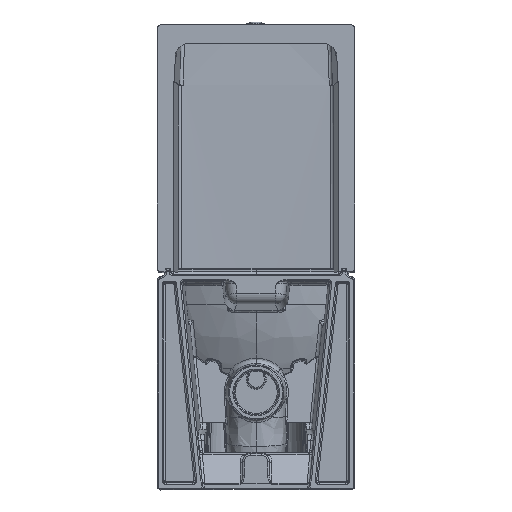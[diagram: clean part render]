
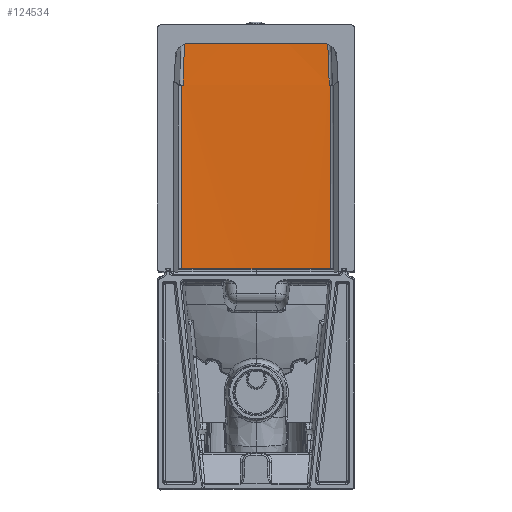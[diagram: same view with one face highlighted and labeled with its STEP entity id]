
A CAD part, left-side view. The second image highlights one B-rep face of the part: STEP entity #124534.
In plain terms, the highlighted cylindrical face has radius 3933.74 mm (diameter 7867.49 mm), a partial arc.
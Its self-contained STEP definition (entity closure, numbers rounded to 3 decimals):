
#124363=CARTESIAN_POINT('',(-124.616,133.896,459.9));
#124364=VERTEX_POINT('',#124363);
#124431=CARTESIAN_POINT('',(-124.504,137.169,366.888));
#124432=VERTEX_POINT('',#124431);
#124433=CARTESIAN_POINT('',(-124.616,133.896,459.9));
#124434=CARTESIAN_POINT('',(-124.594,134.55,441.298));
#124435=CARTESIAN_POINT('',(-124.572,135.205,422.695));
#124436=CARTESIAN_POINT('',(-124.549,135.86,404.093));
#124437=CARTESIAN_POINT('',(-124.526,136.515,385.491));
#124438=CARTESIAN_POINT('',(-124.504,137.169,366.888));
#124439=B_SPLINE_CURVE_WITH_KNOTS('',5,(#124433,#124434,#124435,#124436,#124437,#124438),.UNSPECIFIED.,.F.,.U.,(6,6),(125.872,257.492),.UNSPECIFIED.);
#124440=EDGE_CURVE('',#124432,#124364,#124439,.F.);
#124458=CARTESIAN_POINT('',(3806.847,0.,240.5));
#124459=DIRECTION('',(0.0,0.0,1.0));
#124460=DIRECTION('',(1.0,0.0,0.0));
#124461=AXIS2_PLACEMENT_3D('',#124458,#124459,#124460);
#124462=CYLINDRICAL_SURFACE('',#124461,3933.743);
#124463=CARTESIAN_POINT('',(-124.433,139.189,15.183));
#124464=VERTEX_POINT('',#124463);
#124465=CARTESIAN_POINT('',(-124.433,139.189,366.892));
#124466=VERTEX_POINT('',#124465);
#124467=CARTESIAN_POINT('',(-124.433,139.189,15.183));
#124468=DIRECTION('',(0.0,0.0,1.0));
#124469=VECTOR('',#124468,351.709);
#124470=LINE('',#124467,#124469);
#124471=EDGE_CURVE('',#124464,#124466,#124470,.T.);
#124472=ORIENTED_EDGE('',*,*,#124471,.T.);
#124473=CARTESIAN_POINT('',(3796.083,0.,572.355));
#124474=DIRECTION('',(-0.052,0.,0.999));
#124475=DIRECTION('',(-0.998,0.035,-0.052));
#124476=AXIS2_PLACEMENT_3D('',#124473,#124474,#124475);
#124477=CIRCLE('',#124476,3928.363);
#124478=EDGE_CURVE('',#124466,#124432,#124477,.T.);
#124479=ORIENTED_EDGE('',*,*,#124478,.T.);
#124480=ORIENTED_EDGE('',*,*,#124440,.T.);
#124481=CARTESIAN_POINT('',(-124.616,-133.896,459.9));
#124482=VERTEX_POINT('',#124481);
#124483=CARTESIAN_POINT('',(3806.847,0.,459.9));
#124484=DIRECTION('',(0.0,0.0,1.0));
#124485=DIRECTION('',(1.0,0.0,0.0));
#124486=AXIS2_PLACEMENT_3D('',#124483,#124484,#124485);
#124487=CIRCLE('',#124486,3933.743);
#124488=EDGE_CURVE('',#124482,#124364,#124487,.F.);
#124489=ORIENTED_EDGE('',*,*,#124488,.F.);
#124490=CARTESIAN_POINT('',(-124.504,-137.169,366.888));
#124491=VERTEX_POINT('',#124490);
#124492=CARTESIAN_POINT('',(-124.616,-133.896,459.9));
#124493=CARTESIAN_POINT('',(-124.579,-134.987,428.896));
#124494=CARTESIAN_POINT('',(-124.542,-136.078,397.892));
#124495=CARTESIAN_POINT('',(-124.504,-137.169,366.888));
#124496=B_SPLINE_CURVE_WITH_KNOTS('',3,(#124492,#124493,#124494,#124495),.UNSPECIFIED.,.F.,.U.,(4,4),(125.872,257.492),.UNSPECIFIED.);
#124497=EDGE_CURVE('',#124491,#124482,#124496,.F.);
#124498=ORIENTED_EDGE('',*,*,#124497,.F.);
#124499=CARTESIAN_POINT('',(-124.433,-139.189,366.892));
#124500=VERTEX_POINT('',#124499);
#124501=CARTESIAN_POINT('',(3796.083,0.,572.355));
#124502=DIRECTION('',(0.052,0.,-0.999));
#124503=DIRECTION('',(-0.998,-0.035,-0.052));
#124504=AXIS2_PLACEMENT_3D('',#124501,#124502,#124503);
#124505=CIRCLE('',#124504,3928.363);
#124506=EDGE_CURVE('',#124500,#124491,#124505,.T.);
#124507=ORIENTED_EDGE('',*,*,#124506,.F.);
#124508=CARTESIAN_POINT('',(-124.433,-139.189,15.183));
#124509=VERTEX_POINT('',#124508);
#124510=CARTESIAN_POINT('',(-124.433,-139.189,15.183));
#124511=DIRECTION('',(0.0,0.0,1.0));
#124512=VECTOR('',#124511,351.709);
#124513=LINE('',#124510,#124512);
#124514=EDGE_CURVE('',#124509,#124500,#124513,.T.);
#124515=ORIENTED_EDGE('',*,*,#124514,.F.);
#124516=CARTESIAN_POINT('',(-126.896,0.,15.157));
#124517=VERTEX_POINT('',#124516);
#124518=CARTESIAN_POINT('',(3806.847,0.,56.353));
#124519=DIRECTION('',(0.01,0.,-1.));
#124520=DIRECTION('',(1.,0.0,0.01));
#124521=AXIS2_PLACEMENT_3D('',#124518,#124519,#124520);
#124522=ELLIPSE('',#124521,3933.959,3933.743);
#124523=EDGE_CURVE('',#124509,#124517,#124522,.T.);
#124524=ORIENTED_EDGE('',*,*,#124523,.T.);
#124525=CARTESIAN_POINT('',(3806.847,0.,56.353));
#124526=DIRECTION('',(-0.01,0.,1.));
#124527=DIRECTION('',(1.,0.0,0.01));
#124528=AXIS2_PLACEMENT_3D('',#124525,#124526,#124527);
#124529=ELLIPSE('',#124528,3933.959,3933.743);
#124530=EDGE_CURVE('',#124464,#124517,#124529,.T.);
#124531=ORIENTED_EDGE('',*,*,#124530,.F.);
#124532=EDGE_LOOP('',(#124472,#124479,#124480,#124489,#124498,#124507,#124515,#124524,#124531));
#124533=FACE_OUTER_BOUND('',#124532,.T.);
#124534=ADVANCED_FACE('',(#124533),#124462,.F.);
